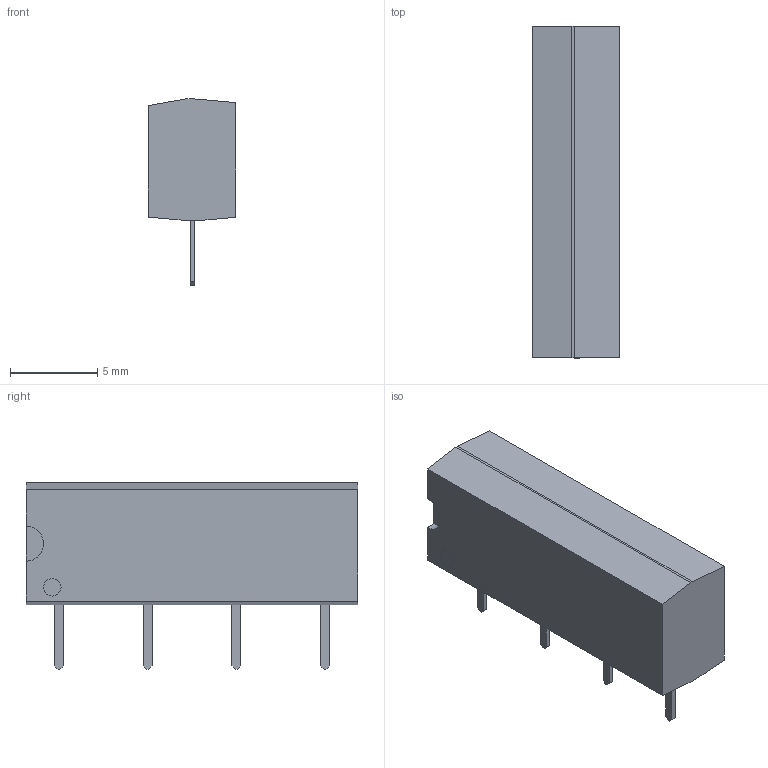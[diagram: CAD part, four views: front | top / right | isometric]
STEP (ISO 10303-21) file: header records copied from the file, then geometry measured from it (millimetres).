
FILE_DESCRIPTION(/* description */ (''),/* implementation_level */ '2;1');
FILE_NAME(/* name */ 'SIP-1357.step',/* time_stamp */ '2021-11-11T11:44:44+03:00',/* author */ (''),/* organization */ (''),/* preprocessor_version */ 'ST-DEVELOPER v18.1',/* originating_system */ 'Autodesk Translation Framework v10.10.0.1391',/* authorisation */ '');
FILE_SCHEMA (('AUTOMOTIVE_DESIGN { 1 0 10303 214 3 1 1 }'));
Length unit declared in the file: millimetre
Products named in the file (1): SIP-1357
Bounding box: 5 x 19 x 10.7 mm (x, y, z)
Volume: 643.4 mm3; surface area: 533 mm2
Topology: 6 solids, 6 shells, 47 faces, 105 edges, 70 vertices
Faces by surface type: plane 45, cylinder 2
Full cylindrical faces by diameter (mm): 1 x1
Entity records: 1325 total; most frequent: CARTESIAN_POINT 223, ORIENTED_EDGE 210, DIRECTION 205, EDGE_CURVE 105, LINE 101, VECTOR 101, VERTEX_POINT 70, AXIS2_PLACEMENT_3D 52
